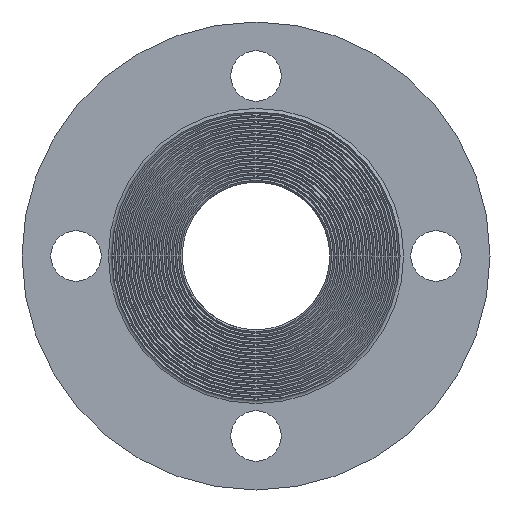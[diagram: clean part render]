
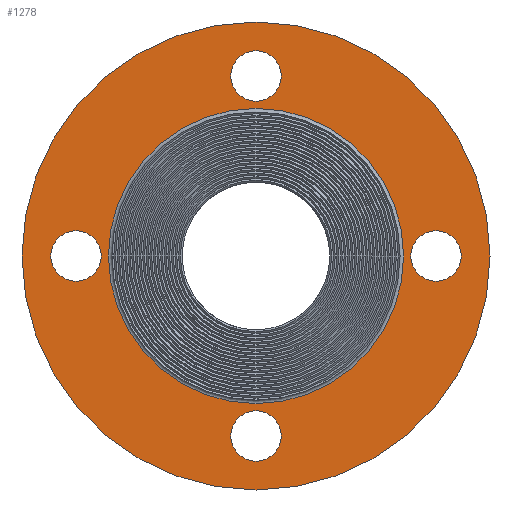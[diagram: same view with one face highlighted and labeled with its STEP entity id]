
A CAD part, left-side view. The second image highlights one B-rep face of the part: STEP entity #1278.
In plain terms, the highlighted planar face has unit normal (-1, 0, 0).
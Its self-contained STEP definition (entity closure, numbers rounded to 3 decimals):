
#15=FACE_BOUND('',#306,.T.);
#16=FACE_BOUND('',#307,.T.);
#17=FACE_BOUND('',#308,.T.);
#18=FACE_BOUND('',#309,.T.);
#19=FACE_BOUND('',#310,.T.);
#26=PLANE('',#1495);
#242=FACE_OUTER_BOUND('',#305,.T.);
#305=EDGE_LOOP('',(#1152,#1153));
#306=EDGE_LOOP('',(#1154));
#307=EDGE_LOOP('',(#1155));
#308=EDGE_LOOP('',(#1156));
#309=EDGE_LOOP('',(#1157));
#310=EDGE_LOOP('',(#1158,#1159));
#363=CIRCLE('',#1356,7.);
#366=CIRCLE('',#1360,7.);
#369=CIRCLE('',#1364,7.);
#372=CIRCLE('',#1368,7.);
#455=CIRCLE('',#1491,41.);
#456=CIRCLE('',#1492,41.);
#459=CIRCLE('',#1496,65.);
#460=CIRCLE('',#1497,65.);
#506=VERTEX_POINT('',#2083);
#509=VERTEX_POINT('',#2091);
#512=VERTEX_POINT('',#2099);
#515=VERTEX_POINT('',#2107);
#598=VERTEX_POINT('',#2352);
#599=VERTEX_POINT('',#2354);
#601=VERTEX_POINT('',#2361);
#602=VERTEX_POINT('',#2362);
#658=EDGE_CURVE('',#506,#506,#363,.T.);
#662=EDGE_CURVE('',#509,#509,#366,.T.);
#666=EDGE_CURVE('',#512,#512,#369,.T.);
#670=EDGE_CURVE('',#515,#515,#372,.T.);
#792=EDGE_CURVE('',#599,#598,#455,.T.);
#793=EDGE_CURVE('',#598,#599,#456,.T.);
#796=EDGE_CURVE('',#601,#602,#459,.T.);
#797=EDGE_CURVE('',#602,#601,#460,.T.);
#1152=ORIENTED_EDGE('',*,*,#796,.F.);
#1153=ORIENTED_EDGE('',*,*,#797,.F.);
#1154=ORIENTED_EDGE('',*,*,#658,.T.);
#1155=ORIENTED_EDGE('',*,*,#662,.T.);
#1156=ORIENTED_EDGE('',*,*,#666,.T.);
#1157=ORIENTED_EDGE('',*,*,#670,.T.);
#1158=ORIENTED_EDGE('',*,*,#792,.T.);
#1159=ORIENTED_EDGE('',*,*,#793,.T.);
#1278=ADVANCED_FACE('',(#242,#15,#16,#17,#18,#19),#26,.T.);
#1356=AXIS2_PLACEMENT_3D('',#2085,#1624,#1625);
#1360=AXIS2_PLACEMENT_3D('',#2093,#1633,#1634);
#1364=AXIS2_PLACEMENT_3D('',#2101,#1642,#1643);
#1368=AXIS2_PLACEMENT_3D('',#2109,#1651,#1652);
#1491=AXIS2_PLACEMENT_3D('',#2355,#1936,#1937);
#1492=AXIS2_PLACEMENT_3D('',#2356,#1938,#1939);
#1495=AXIS2_PLACEMENT_3D('',#2360,#1944,#1945);
#1496=AXIS2_PLACEMENT_3D('',#2363,#1946,#1947);
#1497=AXIS2_PLACEMENT_3D('',#2364,#1948,#1949);
#1624=DIRECTION('center_axis',(1.,0.,0.));
#1625=DIRECTION('ref_axis',(0.,0.,-1.));
#1633=DIRECTION('center_axis',(1.,0.,0.));
#1634=DIRECTION('ref_axis',(0.,0.,-1.));
#1642=DIRECTION('center_axis',(1.,0.,0.));
#1643=DIRECTION('ref_axis',(0.,0.,-1.));
#1651=DIRECTION('center_axis',(1.,0.,0.));
#1652=DIRECTION('ref_axis',(0.,0.,-1.));
#1936=DIRECTION('center_axis',(1.,0.,0.));
#1937=DIRECTION('ref_axis',(0.,1.,0.));
#1938=DIRECTION('center_axis',(1.,0.,0.));
#1939=DIRECTION('ref_axis',(0.,1.,0.));
#1944=DIRECTION('center_axis',(-1.,0.,0.));
#1945=DIRECTION('ref_axis',(0.,0.,1.));
#1946=DIRECTION('center_axis',(1.,0.,0.));
#1947=DIRECTION('ref_axis',(0.,1.,0.));
#1948=DIRECTION('center_axis',(1.,0.,0.));
#1949=DIRECTION('ref_axis',(0.,1.,0.));
#2083=CARTESIAN_POINT('',(0.,-50.,7.));
#2085=CARTESIAN_POINT('Origin',(0.,-50.,0.));
#2091=CARTESIAN_POINT('',(0.,0.,-43.));
#2093=CARTESIAN_POINT('Origin',(0.,0.,-50.));
#2099=CARTESIAN_POINT('',(0.,0.,57.));
#2101=CARTESIAN_POINT('Origin',(0.,0.,50.));
#2107=CARTESIAN_POINT('',(0.,50.,7.));
#2109=CARTESIAN_POINT('Origin',(0.,50.,0.));
#2352=CARTESIAN_POINT('',(0.,0.,41.));
#2354=CARTESIAN_POINT('',(0.,41.,0.));
#2355=CARTESIAN_POINT('Origin',(0.,0.,0.));
#2356=CARTESIAN_POINT('Origin',(0.,0.,0.));
#2360=CARTESIAN_POINT('Origin',(0.,53.,0.));
#2361=CARTESIAN_POINT('',(0.,65.,0.));
#2362=CARTESIAN_POINT('',(0.,-65.,0.));
#2363=CARTESIAN_POINT('Origin',(0.,0.,0.));
#2364=CARTESIAN_POINT('Origin',(0.,0.,0.));
